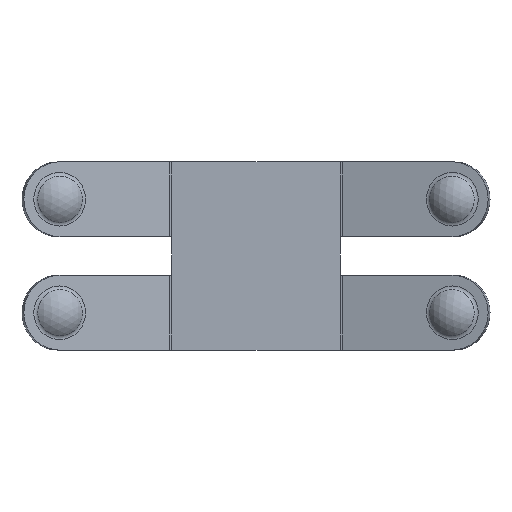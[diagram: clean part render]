
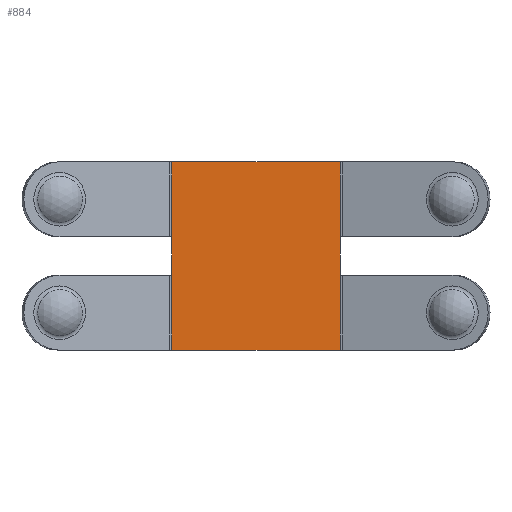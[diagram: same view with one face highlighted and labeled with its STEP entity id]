
A CAD part, top view. The second image highlights one B-rep face of the part: STEP entity #884.
In plain terms, the highlighted planar face has unit normal (0, 0, 1).
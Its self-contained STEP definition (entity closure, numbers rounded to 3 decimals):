
#47=LINE('',#1493,#111);
#51=LINE('',#1502,#115);
#61=LINE('',#1521,#125);
#62=LINE('',#1523,#126);
#63=LINE('',#1524,#127);
#64=LINE('',#1526,#128);
#65=LINE('',#1528,#129);
#66=LINE('',#1529,#130);
#111=VECTOR('',#1199,1000.);
#115=VECTOR('',#1205,1000.);
#125=VECTOR('',#1219,1000.);
#126=VECTOR('',#1220,1000.);
#127=VECTOR('',#1221,1000.);
#128=VECTOR('',#1222,1000.);
#129=VECTOR('',#1223,1000.);
#130=VECTOR('',#1224,1000.);
#170=PLANE('',#1000);
#224=FACE_OUTER_BOUND('',#286,.T.);
#286=EDGE_LOOP('',(#701,#702,#703,#704,#705,#706,#707,#708));
#437=VERTEX_POINT('',#1491);
#438=VERTEX_POINT('',#1492);
#441=VERTEX_POINT('',#1500);
#442=VERTEX_POINT('',#1501);
#449=VERTEX_POINT('',#1520);
#450=VERTEX_POINT('',#1522);
#451=VERTEX_POINT('',#1525);
#452=VERTEX_POINT('',#1527);
#525=EDGE_CURVE('',#437,#438,#47,.T.);
#529=EDGE_CURVE('',#441,#442,#51,.T.);
#539=EDGE_CURVE('',#449,#438,#61,.T.);
#540=EDGE_CURVE('',#449,#450,#62,.T.);
#541=EDGE_CURVE('',#442,#450,#63,.T.);
#542=EDGE_CURVE('',#441,#451,#64,.T.);
#543=EDGE_CURVE('',#451,#452,#65,.T.);
#544=EDGE_CURVE('',#452,#437,#66,.T.);
#701=ORIENTED_EDGE('',*,*,#525,.T.);
#702=ORIENTED_EDGE('',*,*,#539,.F.);
#703=ORIENTED_EDGE('',*,*,#540,.T.);
#704=ORIENTED_EDGE('',*,*,#541,.F.);
#705=ORIENTED_EDGE('',*,*,#529,.F.);
#706=ORIENTED_EDGE('',*,*,#542,.T.);
#707=ORIENTED_EDGE('',*,*,#543,.T.);
#708=ORIENTED_EDGE('',*,*,#544,.T.);
#884=ADVANCED_FACE('',(#224),#170,.F.);
#1000=AXIS2_PLACEMENT_3D('',#1519,#1217,#1218);
#1199=DIRECTION('',(-1.,0.,0.));
#1205=DIRECTION('',(-1.,0.,0.));
#1217=DIRECTION('center_axis',(0.,0.,
-1.));
#1218=DIRECTION('ref_axis',(0.,1.,0.));
#1219=DIRECTION('',(0.,1.,0.));
#1220=DIRECTION('',(0.,-1.,0.));
#1221=DIRECTION('',(0.,1.,0.));
#1222=DIRECTION('',(0.,1.,0.));
#1223=DIRECTION('',(0.,1.,0.));
#1224=DIRECTION('',(0.,1.,0.));
#1491=CARTESIAN_POINT('',(1.778,1.981,0.152));
#1492=CARTESIAN_POINT('',(-1.778,1.981,0.152));
#1493=CARTESIAN_POINT('',(-1.778,1.981,0.152));
#1500=CARTESIAN_POINT('',(1.778,-1.981,0.152));
#1501=CARTESIAN_POINT('',(-1.778,-1.981,0.152));
#1502=CARTESIAN_POINT('',(-1.778,-1.981,0.152));
#1519=CARTESIAN_POINT('Origin',(-1.778,-1.981,0.152));
#1520=CARTESIAN_POINT('',(-1.778,0.407,0.152));
#1521=CARTESIAN_POINT('',(-1.778,-1.981,0.152));
#1522=CARTESIAN_POINT('',(-1.778,-0.406,0.152));
#1523=CARTESIAN_POINT('',(-1.778,0.,0.152));
#1524=CARTESIAN_POINT('',(-1.778,-1.981,0.152));
#1525=CARTESIAN_POINT('',(1.778,-0.406,0.152));
#1526=CARTESIAN_POINT('',(1.778,-1.981,0.152));
#1527=CARTESIAN_POINT('',(1.778,0.407,0.152));
#1528=CARTESIAN_POINT('',(1.778,0.,0.152));
#1529=CARTESIAN_POINT('',(1.778,-1.981,0.152));
